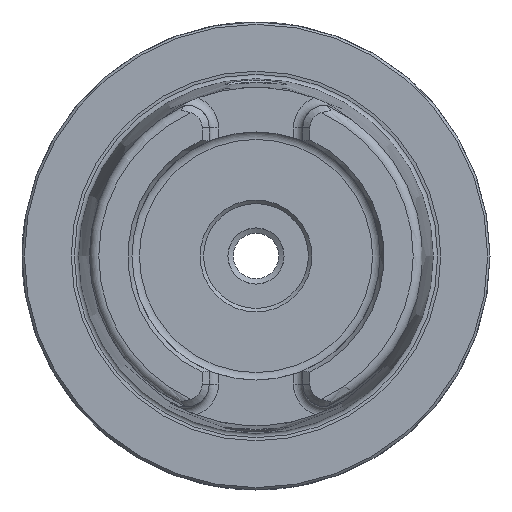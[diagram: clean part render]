
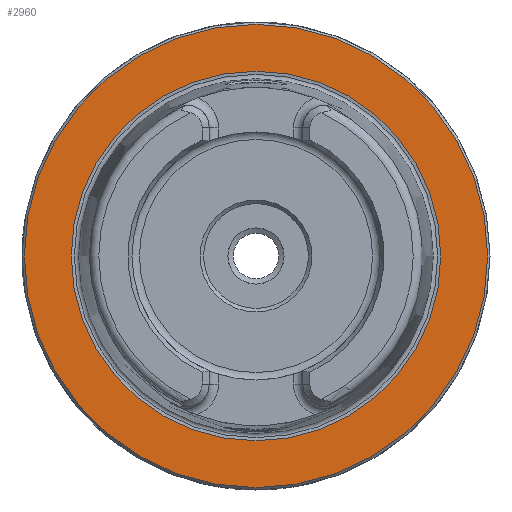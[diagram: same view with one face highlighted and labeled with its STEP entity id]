
A CAD part, left-side view. The second image highlights one B-rep face of the part: STEP entity #2960.
In plain terms, the highlighted planar face has unit normal (-1, 0, 0).
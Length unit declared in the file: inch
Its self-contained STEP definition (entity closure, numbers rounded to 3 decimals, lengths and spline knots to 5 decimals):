
#2926=CARTESIAN_POINT('',(0.0,1.94882,0.));
#2927=VERTEX_POINT('',#2926);
#2928=CARTESIAN_POINT('',(0.0,0.0,0.0));
#2929=DIRECTION('',(1.0,0.0,0.0));
#2930=DIRECTION('',(0.0,-1.0,0.0));
#2931=AXIS2_PLACEMENT_3D('',#2928,#2929,#2930);
#2932=CIRCLE('',#2931,1.94882);
#2933=EDGE_CURVE('',#2927,#2927,#2932,.T.);
#2941=CARTESIAN_POINT('',(0.0,0.98425,0.0));
#2942=DIRECTION('',(-1.0,0.0,0.0));
#2943=DIRECTION('',(0.0,0.0,1.0));
#2944=AXIS2_PLACEMENT_3D('',#2941,#2942,#2943);
#2945=PLANE('',#2944);
#2946=ORIENTED_EDGE('',*,*,#2933,.F.);
#2947=EDGE_LOOP('',(#2946));
#2948=FACE_OUTER_BOUND('',#2947,.T.);
#2949=CARTESIAN_POINT('',(0.0,1.55442,0.0));
#2950=VERTEX_POINT('',#2949);
#2951=CARTESIAN_POINT('',(0.0,0.0,0.0));
#2952=DIRECTION('',(1.0,0.0,0.0));
#2953=DIRECTION('',(0.0,1.0,0.0));
#2954=AXIS2_PLACEMENT_3D('',#2951,#2952,#2953);
#2955=CIRCLE('',#2954,1.55442);
#2956=EDGE_CURVE('',#2950,#2950,#2955,.T.);
#2957=ORIENTED_EDGE('',*,*,#2956,.T.);
#2958=EDGE_LOOP('',(#2957));
#2959=FACE_BOUND('',#2958,.T.);
#2960=ADVANCED_FACE('',(#2948,#2959),#2945,.T.);
